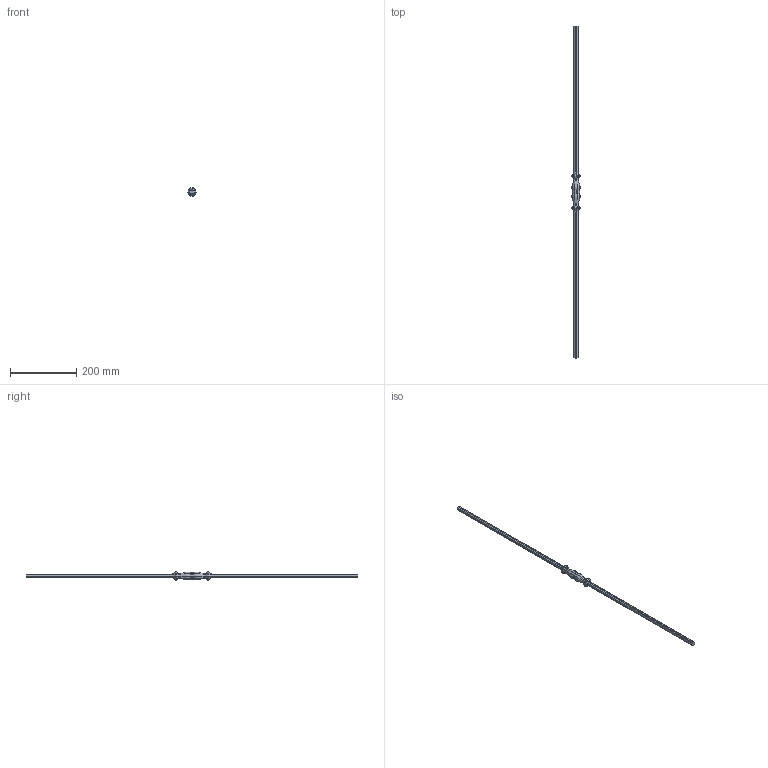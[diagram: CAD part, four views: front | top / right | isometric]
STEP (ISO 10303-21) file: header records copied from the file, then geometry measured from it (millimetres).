
FILE_DESCRIPTION (( 'STEP AP203' ), '1' );
FILE_NAME ('1872.STEP', '2022-03-03T14:02:13', ( '' ), ( '' ), 'SwSTEP 2.0', 'SolidWorks 2018', '' );
FILE_SCHEMA (( 'CONFIG_CONTROL_DESIGN' ));
Length unit declared in the file: millimetre
Products named in the file (1): 1872
Bounding box: 26.29 x 1000 x 25 mm (x, y, z)
Volume: 140427.7 mm3; surface area: 42754.4 mm2
Topology: 1 solids, 1 shells, 375 faces, 905 edges, 550 vertices
Faces by surface type: bspline 191, plane 164, cylinder 20
Entity records: 16754 total; most frequent: CARTESIAN_POINT 9486, ORIENTED_EDGE 1810, EDGE_CURVE 905, DIRECTION 873, VERTEX_POINT 550, LINE 503, VECTOR 503, EDGE_LOOP 393
